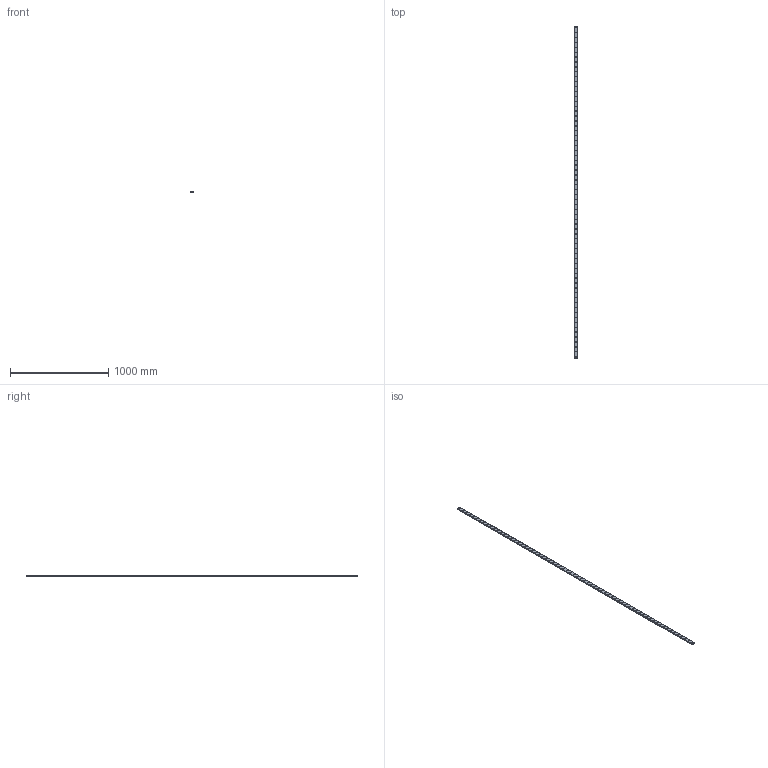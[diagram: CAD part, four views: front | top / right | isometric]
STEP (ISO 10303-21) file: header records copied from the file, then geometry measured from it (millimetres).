
FILE_DESCRIPTION(('STEP AP214'),'1');
FILE_NAME('cctmp_19C18C38-606C-433F-8702-85E196F3AD99_2021_03_03_11_21_47_0844..stp','2021-03-03T10:21:48',('HIWIN GmbH'),('CADClick - www.CADClick.com'),'Spatial InterOp 3D',' ','unknown authorization');
FILE_SCHEMA(('AUTOMOTIVE_DESIGN'));
Length unit declared in the file: millimetre
Products named in the file (1): WER21R3380H_FILE
Bounding box: 37 x 3380 x 11 mm (x, y, z)
Volume: 1252326.1 mm3; surface area: 365815.7 mm2
Topology: 1 solids, 1 shells, 1327 faces, 2739 edges, 1826 vertices
Faces by surface type: cylinder 834, plane 493
Entity records: 46581 total; most frequent: DIRECTION 7063, CARTESIAN_POINT 5893, ORIENTED_EDGE 5478, AXIS2_PLACEMENT_3D 2996, EDGE_CURVE 2739, VERTEX_POINT 1826, EDGE_LOOP 1739, CIRCLE 1668
